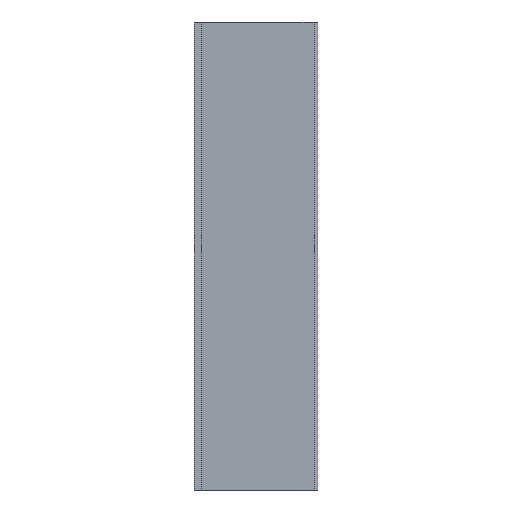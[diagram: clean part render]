
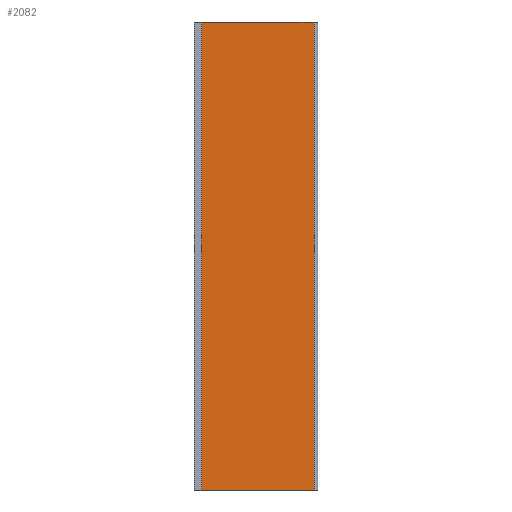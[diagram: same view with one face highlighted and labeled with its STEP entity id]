
A CAD part, left-side view. The second image highlights one B-rep face of the part: STEP entity #2082.
In plain terms, the highlighted planar face has unit normal (-1, 0, 0).
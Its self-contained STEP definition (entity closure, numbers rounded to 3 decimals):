
#7 = DIRECTION ( 'NONE',  ( 0., -1., 0. ) ) ;
#96 = VECTOR ( 'NONE', #1704, 1000. ) ;
#119 = EDGE_CURVE ( 'NONE', #2529, #837, #1151, .T. ) ;
#194 = AXIS2_PLACEMENT_3D ( 'NONE', #1313, #1053, #224 ) ;
#224 = DIRECTION ( 'NONE',  ( 0., -1., 0. ) ) ;
#240 = EDGE_LOOP ( 'NONE', ( #687, #379, #1420, #796 ) ) ;
#379 = ORIENTED_EDGE ( 'NONE', *, *, #1791, .F. ) ;
#484 = VERTEX_POINT ( 'NONE', #2369 ) ;
#511 = CARTESIAN_POINT ( 'NONE',  ( -31.4, -2., -62.5 ) ) ;
#687 = ORIENTED_EDGE ( 'NONE', *, *, #119, .F. ) ;
#780 = PLANE ( 'NONE',  #194 ) ;
#796 = ORIENTED_EDGE ( 'NONE', *, *, #2118, .T. ) ;
#836 = LINE ( 'NONE', #1731, #96 ) ;
#837 = VERTEX_POINT ( 'NONE', #3025 ) ;
#859 = CARTESIAN_POINT ( 'NONE',  ( -31.4, -6.001, 62.5 ) ) ;
#919 = VERTEX_POINT ( 'NONE', #1726 ) ;
#1053 = DIRECTION ( 'NONE',  ( -1., 0., 0. ) ) ;
#1114 = VECTOR ( 'NONE', #3461, 1000. ) ;
#1151 = LINE ( 'NONE', #859, #2856 ) ;
#1313 = CARTESIAN_POINT ( 'NONE',  ( -31.4, -6.001, -62.5 ) ) ;
#1420 = ORIENTED_EDGE ( 'NONE', *, *, #2617, .T. ) ;
#1704 = DIRECTION ( 'NONE',  ( 0., 0., 1. ) ) ;
#1726 = CARTESIAN_POINT ( 'NONE',  ( -31.4, -32., -62.5 ) ) ;
#1731 = CARTESIAN_POINT ( 'NONE',  ( -31.4, -2., -62.5 ) ) ;
#1791 = EDGE_CURVE ( 'NONE', #484, #2529, #836, .T. ) ;
#1825 = FACE_OUTER_BOUND ( 'NONE', #240, .T. ) ;
#1828 = DIRECTION ( 'NONE',  ( 0., -1., 0. ) ) ;
#1909 = VECTOR ( 'NONE', #1828, 1000. ) ;
#1993 = LINE ( 'NONE', #511, #1909 ) ;
#2082 = ADVANCED_FACE ( 'NONE', ( #1825 ), #780, .T. ) ;
#2118 = EDGE_CURVE ( 'NONE', #919, #837, #2127, .T. ) ;
#2127 = LINE ( 'NONE', #3442, #1114 ) ;
#2151 = CARTESIAN_POINT ( 'NONE',  ( -31.4, -2., 62.5 ) ) ;
#2369 = CARTESIAN_POINT ( 'NONE',  ( -31.4, -2., -62.5 ) ) ;
#2529 = VERTEX_POINT ( 'NONE', #2151 ) ;
#2617 = EDGE_CURVE ( 'NONE', #484, #919, #1993, .T. ) ;
#2856 = VECTOR ( 'NONE', #7, 1000. ) ;
#3025 = CARTESIAN_POINT ( 'NONE',  ( -31.4, -32., 62.5 ) ) ;
#3442 = CARTESIAN_POINT ( 'NONE',  ( -31.4, -32., -62.5 ) ) ;
#3461 = DIRECTION ( 'NONE',  ( 0., 0., 1. ) ) ;
